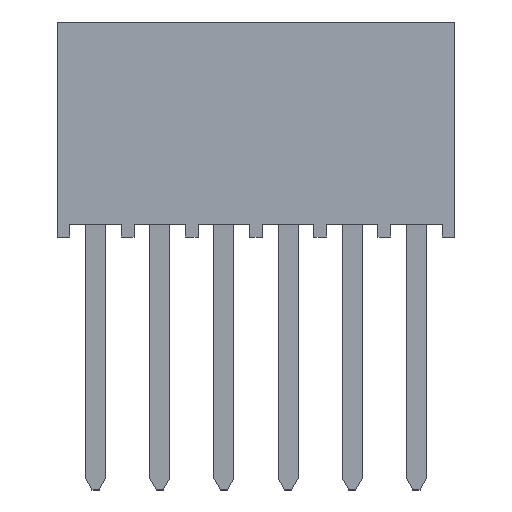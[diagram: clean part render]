
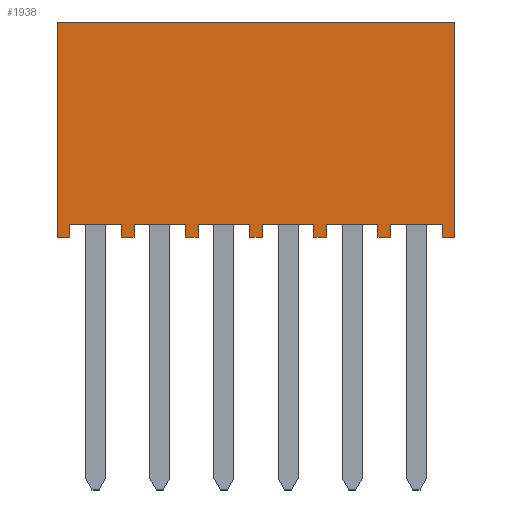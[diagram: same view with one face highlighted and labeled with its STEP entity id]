
A CAD part, top view. The second image highlights one B-rep face of the part: STEP entity #1938.
In plain terms, the highlighted planar face has unit normal (0, 0, 1).
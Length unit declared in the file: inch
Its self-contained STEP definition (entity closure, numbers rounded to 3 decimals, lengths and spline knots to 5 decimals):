
#59=ORIENTED_EDGE('',*,*,#611,.F.);
#60=ORIENTED_EDGE('',*,*,#612,.T.);
#61=ORIENTED_EDGE('',*,*,#613,.F.);
#62=ORIENTED_EDGE('',*,*,#614,.F.);
#63=ORIENTED_EDGE('',*,*,#615,.T.);
#64=ORIENTED_EDGE('',*,*,#616,.T.);
#65=ORIENTED_EDGE('',*,*,#617,.F.);
#66=ORIENTED_EDGE('',*,*,#618,.F.);
#67=ORIENTED_EDGE('',*,*,#619,.F.);
#68=ORIENTED_EDGE('',*,*,#620,.T.);
#69=ORIENTED_EDGE('',*,*,#621,.F.);
#70=ORIENTED_EDGE('',*,*,#622,.F.);
#71=ORIENTED_EDGE('',*,*,#623,.F.);
#72=ORIENTED_EDGE('',*,*,#624,.T.);
#73=ORIENTED_EDGE('',*,*,#625,.F.);
#74=ORIENTED_EDGE('',*,*,#626,.F.);
#75=ORIENTED_EDGE('',*,*,#627,.F.);
#76=ORIENTED_EDGE('',*,*,#628,.T.);
#77=ORIENTED_EDGE('',*,*,#629,.F.);
#78=ORIENTED_EDGE('',*,*,#630,.F.);
#79=ORIENTED_EDGE('',*,*,#631,.F.);
#80=ORIENTED_EDGE('',*,*,#632,.T.);
#81=ORIENTED_EDGE('',*,*,#633,.F.);
#82=ORIENTED_EDGE('',*,*,#634,.F.);
#83=ORIENTED_EDGE('',*,*,#635,.F.);
#84=ORIENTED_EDGE('',*,*,#636,.T.);
#85=ORIENTED_EDGE('',*,*,#637,.F.);
#86=ORIENTED_EDGE('',*,*,#638,.F.);
#611=EDGE_CURVE('',#887,#888,#1071,.T.);
#612=EDGE_CURVE('',#887,#889,#1072,.T.);
#613=EDGE_CURVE('',#890,#889,#1073,.T.);
#614=EDGE_CURVE('',#891,#890,#1074,.T.);
#615=EDGE_CURVE('',#891,#892,#1075,.T.);
#616=EDGE_CURVE('',#892,#893,#1076,.T.);
#617=EDGE_CURVE('',#894,#893,#1077,.T.);
#618=EDGE_CURVE('',#895,#894,#1078,.T.);
#619=EDGE_CURVE('',#896,#895,#1079,.T.);
#620=EDGE_CURVE('',#896,#897,#1080,.T.);
#621=EDGE_CURVE('',#898,#897,#1081,.T.);
#622=EDGE_CURVE('',#899,#898,#1082,.T.);
#623=EDGE_CURVE('',#900,#899,#1083,.T.);
#624=EDGE_CURVE('',#900,#901,#1084,.T.);
#625=EDGE_CURVE('',#902,#901,#1085,.T.);
#626=EDGE_CURVE('',#903,#902,#1086,.T.);
#627=EDGE_CURVE('',#904,#903,#1087,.T.);
#628=EDGE_CURVE('',#904,#905,#1088,.T.);
#629=EDGE_CURVE('',#906,#905,#1089,.T.);
#630=EDGE_CURVE('',#907,#906,#1090,.T.);
#631=EDGE_CURVE('',#908,#907,#1091,.T.);
#632=EDGE_CURVE('',#908,#909,#1092,.T.);
#633=EDGE_CURVE('',#910,#909,#1093,.T.);
#634=EDGE_CURVE('',#911,#910,#1094,.T.);
#635=EDGE_CURVE('',#912,#911,#1095,.T.);
#636=EDGE_CURVE('',#912,#913,#1096,.T.);
#637=EDGE_CURVE('',#914,#913,#1097,.T.);
#638=EDGE_CURVE('',#888,#914,#1098,.T.);
#887=VERTEX_POINT('',#2715);
#888=VERTEX_POINT('',#2716);
#889=VERTEX_POINT('',#2718);
#890=VERTEX_POINT('',#2720);
#891=VERTEX_POINT('',#2722);
#892=VERTEX_POINT('',#2724);
#893=VERTEX_POINT('',#2726);
#894=VERTEX_POINT('',#2728);
#895=VERTEX_POINT('',#2730);
#896=VERTEX_POINT('',#2732);
#897=VERTEX_POINT('',#2734);
#898=VERTEX_POINT('',#2736);
#899=VERTEX_POINT('',#2738);
#900=VERTEX_POINT('',#2740);
#901=VERTEX_POINT('',#2742);
#902=VERTEX_POINT('',#2744);
#903=VERTEX_POINT('',#2746);
#904=VERTEX_POINT('',#2748);
#905=VERTEX_POINT('',#2750);
#906=VERTEX_POINT('',#2752);
#907=VERTEX_POINT('',#2754);
#908=VERTEX_POINT('',#2756);
#909=VERTEX_POINT('',#2758);
#910=VERTEX_POINT('',#2760);
#911=VERTEX_POINT('',#2762);
#912=VERTEX_POINT('',#2764);
#913=VERTEX_POINT('',#2766);
#914=VERTEX_POINT('',#2768);
#1071=LINE('',#2714,#1347);
#1072=LINE('',#2717,#1348);
#1073=LINE('',#2719,#1349);
#1074=LINE('',#2721,#1350);
#1075=LINE('',#2723,#1351);
#1076=LINE('',#2725,#1352);
#1077=LINE('',#2727,#1353);
#1078=LINE('',#2729,#1354);
#1079=LINE('',#2731,#1355);
#1080=LINE('',#2733,#1356);
#1081=LINE('',#2735,#1357);
#1082=LINE('',#2737,#1358);
#1083=LINE('',#2739,#1359);
#1084=LINE('',#2741,#1360);
#1085=LINE('',#2743,#1361);
#1086=LINE('',#2745,#1362);
#1087=LINE('',#2747,#1363);
#1088=LINE('',#2749,#1364);
#1089=LINE('',#2751,#1365);
#1090=LINE('',#2753,#1366);
#1091=LINE('',#2755,#1367);
#1092=LINE('',#2757,#1368);
#1093=LINE('',#2759,#1369);
#1094=LINE('',#2761,#1370);
#1095=LINE('',#2763,#1371);
#1096=LINE('',#2765,#1372);
#1097=LINE('',#2767,#1373);
#1098=LINE('',#2769,#1374);
#1347=VECTOR('',#2203,39.37008);
#1348=VECTOR('',#2204,39.37008);
#1349=VECTOR('',#2205,39.37008);
#1350=VECTOR('',#2206,39.37008);
#1351=VECTOR('',#2207,39.37008);
#1352=VECTOR('',#2208,39.37008);
#1353=VECTOR('',#2209,39.37008);
#1354=VECTOR('',#2210,39.37008);
#1355=VECTOR('',#2211,39.37008);
#1356=VECTOR('',#2212,39.37008);
#1357=VECTOR('',#2213,39.37008);
#1358=VECTOR('',#2214,39.37008);
#1359=VECTOR('',#2215,39.37008);
#1360=VECTOR('',#2216,39.37008);
#1361=VECTOR('',#2217,39.37008);
#1362=VECTOR('',#2218,39.37008);
#1363=VECTOR('',#2219,39.37008);
#1364=VECTOR('',#2220,39.37008);
#1365=VECTOR('',#2221,39.37008);
#1366=VECTOR('',#2222,39.37008);
#1367=VECTOR('',#2223,39.37008);
#1368=VECTOR('',#2224,39.37008);
#1369=VECTOR('',#2225,39.37008);
#1370=VECTOR('',#2226,39.37008);
#1371=VECTOR('',#2227,39.37008);
#1372=VECTOR('',#2228,39.37008);
#1373=VECTOR('',#2229,39.37008);
#1374=VECTOR('',#2230,39.37008);
#1596=EDGE_LOOP('',(#59,#60,#61,#62,#63,#64,#65,#66,#67,#68,#69,#70,#71,
#72,#73,#74,#75,#76,#77,#78,#79,#80,#81,#82,#83,#84,#85,#86));
#1716=FACE_BOUND('',#1596,.T.);
#1836=PLANE('',#2066);
#1938=ADVANCED_FACE('',(#1716),#1836,.F.);
#2066=AXIS2_PLACEMENT_3D('',#2713,#2201,#2202);
#2201=DIRECTION('',(0.,0.,-1.));
#2202=DIRECTION('',(-1.,0.,0.));
#2203=DIRECTION('',(0.,1.,0.));
#2204=DIRECTION('',(1.,0.,0.));
#2205=DIRECTION('',(0.,-1.,0.));
#2206=DIRECTION('',(1.,0.,0.));
#2207=DIRECTION('',(0.,-1.,0.));
#2208=DIRECTION('',(1.,0.,0.));
#2209=DIRECTION('',(0.,-1.,0.));
#2210=DIRECTION('',(-1.,0.,0.));
#2211=DIRECTION('',(0.,1.,0.));
#2212=DIRECTION('',(1.,0.,0.));
#2213=DIRECTION('',(0.,-1.,0.));
#2214=DIRECTION('',(-1.,0.,0.));
#2215=DIRECTION('',(0.,1.,0.));
#2216=DIRECTION('',(1.,0.,0.));
#2217=DIRECTION('',(0.,-1.,0.));
#2218=DIRECTION('',(-1.,0.,0.));
#2219=DIRECTION('',(0.,1.,0.));
#2220=DIRECTION('',(1.,0.,0.));
#2221=DIRECTION('',(0.,-1.,0.));
#2222=DIRECTION('',(-1.,0.,0.));
#2223=DIRECTION('',(0.,1.,0.));
#2224=DIRECTION('',(1.,0.,0.));
#2225=DIRECTION('',(0.,-1.,0.));
#2226=DIRECTION('',(-1.,0.,0.));
#2227=DIRECTION('',(0.,1.,0.));
#2228=DIRECTION('',(1.,0.,0.));
#2229=DIRECTION('',(0.,-1.,0.));
#2230=DIRECTION('',(-1.,0.,0.));
#2713=CARTESIAN_POINT('',(-0.31,0.335,0.0475));
#2714=CARTESIAN_POINT('',(0.29,0.335,0.0475));
#2715=CARTESIAN_POINT('',(0.29,0.,0.0475));
#2716=CARTESIAN_POINT('',(0.29,0.02,0.0475));
#2717=CARTESIAN_POINT('',(-0.31,0.,0.0475));
#2718=CARTESIAN_POINT('',(0.31,0.,0.0475));
#2719=CARTESIAN_POINT('',(0.31,0.335,0.0475));
#2720=CARTESIAN_POINT('',(0.31,0.335,0.0475));
#2721=CARTESIAN_POINT('',(-0.31,0.335,0.0475));
#2722=CARTESIAN_POINT('',(-0.31,0.335,0.0475));
#2723=CARTESIAN_POINT('',(-0.31,0.335,0.0475));
#2724=CARTESIAN_POINT('',(-0.31,0.,0.0475));
#2725=CARTESIAN_POINT('',(-0.31,0.,0.0475));
#2726=CARTESIAN_POINT('',(-0.29,0.,0.0475));
#2727=CARTESIAN_POINT('',(-0.29,0.335,0.0475));
#2728=CARTESIAN_POINT('',(-0.29,0.02,0.0475));
#2729=CARTESIAN_POINT('',(-0.31,0.02,0.0475));
#2730=CARTESIAN_POINT('',(-0.21,0.02,0.0475));
#2731=CARTESIAN_POINT('',(-0.21,0.335,0.0475));
#2732=CARTESIAN_POINT('',(-0.21,0.,0.0475));
#2733=CARTESIAN_POINT('',(-0.31,0.,0.0475));
#2734=CARTESIAN_POINT('',(-0.19,0.,0.0475));
#2735=CARTESIAN_POINT('',(-0.19,0.335,0.0475));
#2736=CARTESIAN_POINT('',(-0.19,0.02,0.0475));
#2737=CARTESIAN_POINT('',(-0.31,0.02,0.0475));
#2738=CARTESIAN_POINT('',(-0.11,0.02,0.0475));
#2739=CARTESIAN_POINT('',(-0.11,0.335,0.0475));
#2740=CARTESIAN_POINT('',(-0.11,0.,0.0475));
#2741=CARTESIAN_POINT('',(-0.31,0.,0.0475));
#2742=CARTESIAN_POINT('',(-0.09,0.,0.0475));
#2743=CARTESIAN_POINT('',(-0.09,0.335,0.0475));
#2744=CARTESIAN_POINT('',(-0.09,0.02,0.0475));
#2745=CARTESIAN_POINT('',(-0.31,0.02,0.0475));
#2746=CARTESIAN_POINT('',(-0.01,0.02,0.0475));
#2747=CARTESIAN_POINT('',(-0.01,0.335,0.0475));
#2748=CARTESIAN_POINT('',(-0.01,0.,0.0475));
#2749=CARTESIAN_POINT('',(-0.31,0.,0.0475));
#2750=CARTESIAN_POINT('',(0.01,0.,0.0475));
#2751=CARTESIAN_POINT('',(0.01,0.335,0.0475));
#2752=CARTESIAN_POINT('',(0.01,0.02,0.0475));
#2753=CARTESIAN_POINT('',(-0.31,0.02,0.0475));
#2754=CARTESIAN_POINT('',(0.09,0.02,0.0475));
#2755=CARTESIAN_POINT('',(0.09,0.335,0.0475));
#2756=CARTESIAN_POINT('',(0.09,0.,0.0475));
#2757=CARTESIAN_POINT('',(-0.31,0.,0.0475));
#2758=CARTESIAN_POINT('',(0.11,0.,0.0475));
#2759=CARTESIAN_POINT('',(0.11,0.335,0.0475));
#2760=CARTESIAN_POINT('',(0.11,0.02,0.0475));
#2761=CARTESIAN_POINT('',(-0.31,0.02,0.0475));
#2762=CARTESIAN_POINT('',(0.19,0.02,0.0475));
#2763=CARTESIAN_POINT('',(0.19,0.335,0.0475));
#2764=CARTESIAN_POINT('',(0.19,0.,0.0475));
#2765=CARTESIAN_POINT('',(-0.31,0.,0.0475));
#2766=CARTESIAN_POINT('',(0.21,0.,0.0475));
#2767=CARTESIAN_POINT('',(0.21,0.335,0.0475));
#2768=CARTESIAN_POINT('',(0.21,0.02,0.0475));
#2769=CARTESIAN_POINT('',(-0.31,0.02,0.0475));
